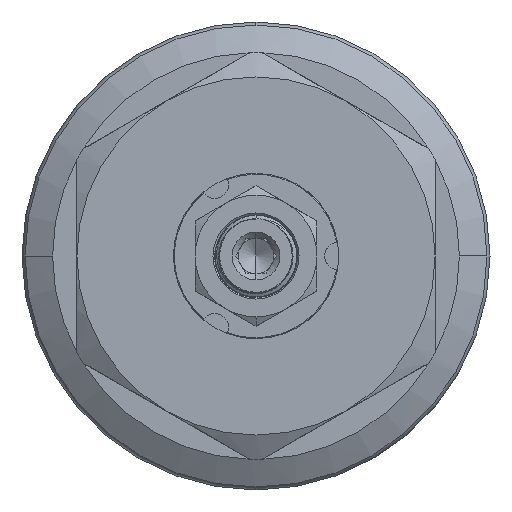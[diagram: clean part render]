
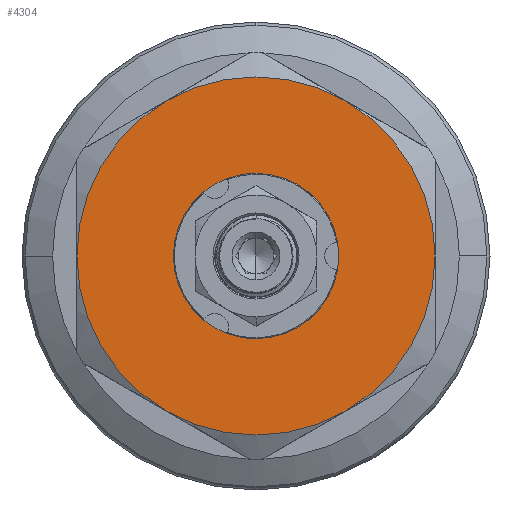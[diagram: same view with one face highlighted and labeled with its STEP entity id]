
A CAD part, left-side view. The second image highlights one B-rep face of the part: STEP entity #4304.
In plain terms, the highlighted planar face has unit normal (-1, 0, 0).
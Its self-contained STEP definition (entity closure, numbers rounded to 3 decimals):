
#544 = FACE_OUTER_BOUND ( 'NONE', #14484, .T. ) ;
#671 = FACE_BOUND ( 'NONE', #14799, .T. ) ;
#1339 = AXIS2_PLACEMENT_3D ( 'NONE', #12208, #12209, #12210 ) ;
#2267 = CARTESIAN_POINT ( 'NONE',  ( 0., -20.6, 0. ) ) ;
#2277 = CARTESIAN_POINT ( 'NONE',  ( 0., 20.6, 0. ) ) ;
#2292 = CARTESIAN_POINT ( 'NONE',  ( 0., 10.3, 17.84 ) ) ;
#2315 = CARTESIAN_POINT ( 'NONE',  ( 0., 0., -7.839 ) ) ;
#2589 = CARTESIAN_POINT ( 'NONE',  ( 0., -10.3, -17.84 ) ) ;
#2612 = CARTESIAN_POINT ( 'NONE',  ( 0., 10.3, -17.84 ) ) ;
#2847 = CARTESIAN_POINT ( 'NONE',  ( 0., -10.3, 17.84 ) ) ;
#2882 = CARTESIAN_POINT ( 'NONE',  ( 0., 0., 7.839 ) ) ;
#3057 = CARTESIAN_POINT ( 'NONE',  ( 0., 0., 0. ) ) ;
#3058 = DIRECTION ( 'NONE',  ( -1., 0., 0. ) ) ;
#3059 = DIRECTION ( 'NONE',  ( 0., -1., 0. ) ) ;
#3062 = CARTESIAN_POINT ( 'NONE',  ( 0., 0., 0. ) ) ;
#3063 = DIRECTION ( 'NONE',  ( -1., 0., 0. ) ) ;
#3064 = DIRECTION ( 'NONE',  ( 0., -1., 0. ) ) ;
#3379 = ORIENTED_EDGE ( 'NONE', *, *, #14869, .T. ) ;
#3395 = ORIENTED_EDGE ( 'NONE', *, *, #4578, .T. ) ;
#3401 = ORIENTED_EDGE ( 'NONE', *, *, #4579, .T. ) ;
#3445 = ORIENTED_EDGE ( 'NONE', *, *, #14867, .T. ) ;
#3462 = ORIENTED_EDGE ( 'NONE', *, *, #15147, .T. ) ;
#3463 = ORIENTED_EDGE ( 'NONE', *, *, #15085, .F. ) ;
#3481 = ORIENTED_EDGE ( 'NONE', *, *, #15160, .F. ) ;
#3488 = ORIENTED_EDGE ( 'NONE', *, *, #4586, .T. ) ;
#4206 = AXIS2_PLACEMENT_3D ( 'NONE', #12682, #12683, #12684 ) ;
#4224 = AXIS2_PLACEMENT_3D ( 'NONE', #12593, #12594, #12595 ) ;
#4304 = ADVANCED_FACE ( 'NONE', ( #544, #671 ), #13678, .T. ) ;
#4578 = EDGE_CURVE ( 'NONE', #8993, #13384, #5383, .T. ) ;
#4579 = EDGE_CURVE ( 'NONE', #13384, #9092, #5388, .T. ) ;
#4586 = EDGE_CURVE ( 'NONE', #10255, #8993, #5393, .T. ) ;
#5242 = AXIS2_PLACEMENT_3D ( 'NONE', #3057, #3058, #3059 ) ;
#5244 = AXIS2_PLACEMENT_3D ( 'NONE', #3062, #3063, #3064 ) ;
#5383 = CIRCLE ( 'NONE', #16291, 20.6 ) ;
#5388 = CIRCLE ( 'NONE', #16288, 20.6 ) ;
#5393 = CIRCLE ( 'NONE', #16284, 20.6 ) ;
#6232 = CIRCLE ( 'NONE', #5242, 20.6 ) ;
#6333 = CIRCLE ( 'NONE', #5244, 20.6 ) ;
#6654 = CIRCLE ( 'NONE', #1339, 7.839 ) ;
#6680 = CIRCLE ( 'NONE', #4206, 7.839 ) ;
#6696 = CIRCLE ( 'NONE', #4224, 20.6 ) ;
#8993 = VERTEX_POINT ( 'NONE', #2267 ) ;
#9016 = VERTEX_POINT ( 'NONE', #2277 ) ;
#9092 = VERTEX_POINT ( 'NONE', #2292 ) ;
#9153 = VERTEX_POINT ( 'NONE', #2315 ) ;
#10255 = VERTEX_POINT ( 'NONE', #2589 ) ;
#10298 = VERTEX_POINT ( 'NONE', #2612 ) ;
#12208 = CARTESIAN_POINT ( 'NONE',  ( 0., 0., 0. ) ) ;
#12209 = DIRECTION ( 'NONE',  ( -1., 0., 0. ) ) ;
#12210 = DIRECTION ( 'NONE',  ( 0., 0., 1. ) ) ;
#12593 = CARTESIAN_POINT ( 'NONE',  ( 0., 0., 0. ) ) ;
#12594 = DIRECTION ( 'NONE',  ( -1., 0., 0. ) ) ;
#12595 = DIRECTION ( 'NONE',  ( 0., -1., 0. ) ) ;
#12682 = CARTESIAN_POINT ( 'NONE',  ( 0., 0., 0. ) ) ;
#12683 = DIRECTION ( 'NONE',  ( -1., 0., 0. ) ) ;
#12684 = DIRECTION ( 'NONE',  ( 0., 0., 1. ) ) ;
#13384 = VERTEX_POINT ( 'NONE', #2847 ) ;
#13521 = VERTEX_POINT ( 'NONE', #2882 ) ;
#13665 = DIRECTION ( 'NONE',  ( -1., 0., 0. ) ) ;
#13676 = CARTESIAN_POINT ( 'NONE',  ( 0., 0., 0. ) ) ;
#13678 = PLANE ( 'NONE',  #14098 ) ;
#13680 = DIRECTION ( 'NONE',  ( 0., -1., 0. ) ) ;
#14098 = AXIS2_PLACEMENT_3D ( 'NONE', #13676, #13665, #13680 ) ;
#14484 = EDGE_LOOP ( 'NONE', ( #3488, #3395, #3401, #3445, #3379, #3462 ) ) ;
#14799 = EDGE_LOOP ( 'NONE', ( #3463, #3481 ) ) ;
#14867 = EDGE_CURVE ( 'NONE', #9092, #9016, #6232, .T. ) ;
#14869 = EDGE_CURVE ( 'NONE', #9016, #10298, #6333, .T. ) ;
#15085 = EDGE_CURVE ( 'NONE', #13521, #9153, #6654, .T. ) ;
#15147 = EDGE_CURVE ( 'NONE', #10298, #10255, #6696, .T. ) ;
#15160 = EDGE_CURVE ( 'NONE', #9153, #13521, #6680, .T. ) ;
#16189 = CARTESIAN_POINT ( 'NONE',  ( 0., 0., 0. ) ) ;
#16190 = DIRECTION ( 'NONE',  ( -1., 0., 0. ) ) ;
#16191 = DIRECTION ( 'NONE',  ( 0., -1., 0. ) ) ;
#16194 = CARTESIAN_POINT ( 'NONE',  ( 0., 0., 0. ) ) ;
#16195 = DIRECTION ( 'NONE',  ( -1., 0., 0. ) ) ;
#16196 = DIRECTION ( 'NONE',  ( 0., -1., 0. ) ) ;
#16223 = CARTESIAN_POINT ( 'NONE',  ( 0., 0., 0. ) ) ;
#16224 = DIRECTION ( 'NONE',  ( -1., 0., 0. ) ) ;
#16225 = DIRECTION ( 'NONE',  ( 0., -1., 0. ) ) ;
#16284 = AXIS2_PLACEMENT_3D ( 'NONE', #16223, #16224, #16225 ) ;
#16288 = AXIS2_PLACEMENT_3D ( 'NONE', #16194, #16195, #16196 ) ;
#16291 = AXIS2_PLACEMENT_3D ( 'NONE', #16189, #16190, #16191 ) ;
